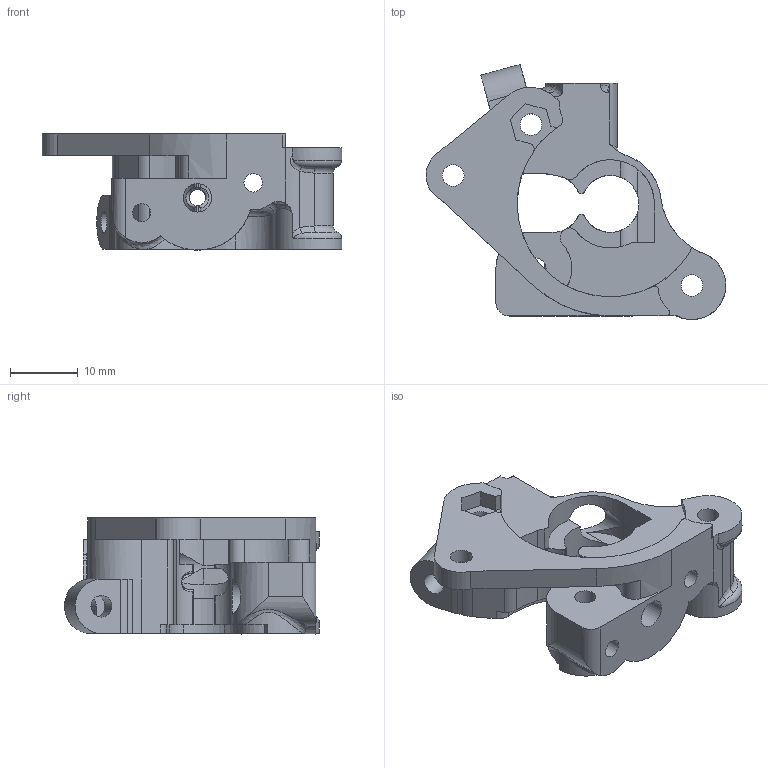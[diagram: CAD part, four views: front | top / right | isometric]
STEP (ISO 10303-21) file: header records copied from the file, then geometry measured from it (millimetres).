
FILE_DESCRIPTION(/* description */ (''),/* implementation_level */ '2;1');
FILE_NAME(/* name */ 'HextrudORT_BODY_NOVA_NEW.step',/* time_stamp */ '2021-08-27T07:47:34+03:00',/* author */ (''),/* organization */ (''),/* preprocessor_version */ 'ST-DEVELOPER v18.1',/* originating_system */ 'Autodesk Translation Framework v10.9.0.1377',/* authorisation */ '');
FILE_SCHEMA (('AUTOMOTIVE_DESIGN { 1 0 10303 214 3 1 1 }'));
Length unit declared in the file: millimetre
Products named in the file (1): HextrudORT_BODY_NOVA NEW
Bounding box: 44.14 x 37.56 x 17.09 mm (x, y, z)
Volume: 7352.8 mm3; surface area: 5642.8 mm2
Topology: 1 solids, 2 shells, 203 faces, 579 edges, 373 vertices
Faces by surface type: cylinder 93, plane 59, bspline 39, torus 9, sphere 3
Full cylindrical faces by diameter (mm): 2.4 x1, 2.7 x2, 3.1 x1, 3.2 x4, 4.2 x1, 5.1 x2, 6 x1, 6.38 x1, 8 x1
Entity records: 9293 total; most frequent: CARTESIAN_POINT 4057, ORIENTED_EDGE 1156, DIRECTION 1027, EDGE_CURVE 578, AXIS2_PLACEMENT_3D 401, VERTEX_POINT 373, LINE 225, VECTOR 225
